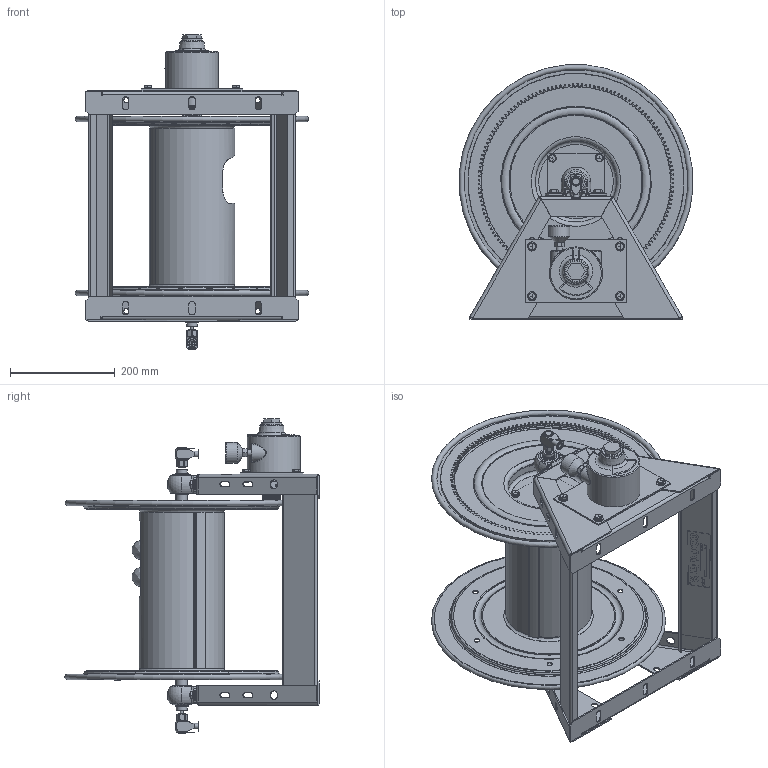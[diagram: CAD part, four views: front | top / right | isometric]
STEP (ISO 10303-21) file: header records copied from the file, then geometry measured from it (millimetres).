
FILE_DESCRIPTION(/* description */ (''),/* implementation_level */ '2;1');
FILE_NAME(/* name */ '1275HPL-D-12-A_SHARED.stp',/* time_stamp */ '2020-03-16T10:08:08-07:00',/* author */ ('NMelton'),/* organization */ (''),/* preprocessor_version */ 'ST-DEVELOPER v17',/* originating_system */ 'Autodesk Inventor 2019',/* authorisation */ '');
FILE_SCHEMA (('AUTOMOTIVE_DESIGN { 1 0 10303 214 3 1 1 }'));
Products named in the file (1): 1275HPL-D-12-A_SHARED
Bounding box: 446.63 x 485.83 x 600.34 mm (x, y, z)
Surface area: 1811018.6 mm2 (no closed solid volume)
Topology: 0 solids, 143 shells, 2841 faces, 9950 edges, 7018 vertices
Faces by surface type: cylinder 1149, plane 946, cone 297, bspline 263, torus 144, sphere 42
Full cylindrical faces by diameter (mm): 1.245 x4, 1.321 x4, 2.54 x1, 3.048 x1, 3.962 x1, 3.975 x3, 6.35 x1, 6.858 x1, 6.909 x2, 6.985 x4, 7.938 x6, 8.795 x1, 10.001 x3, 10.414 x6, 10.592 x2, 11.43 x11, 12.192 x5, 12.37 x2, 12.7 x5, 12.859 x4, 13.398 x2, 13.868 x2, 14.186 x3, 15.875 x2, 16.662 x4, 17.615 x8, 18.644 x2, 19.253 x2, 20.625 x4, 20.955 x4
Entity records: 124527 total; most frequent: CARTESIAN_POINT 41654, ORIENTED_EDGE 15992, DIRECTION 15594, EDGE_CURVE 9884, VERTEX_POINT 7018, AXIS2_PLACEMENT_3D 5683, LINE 4228, VECTOR 4228
